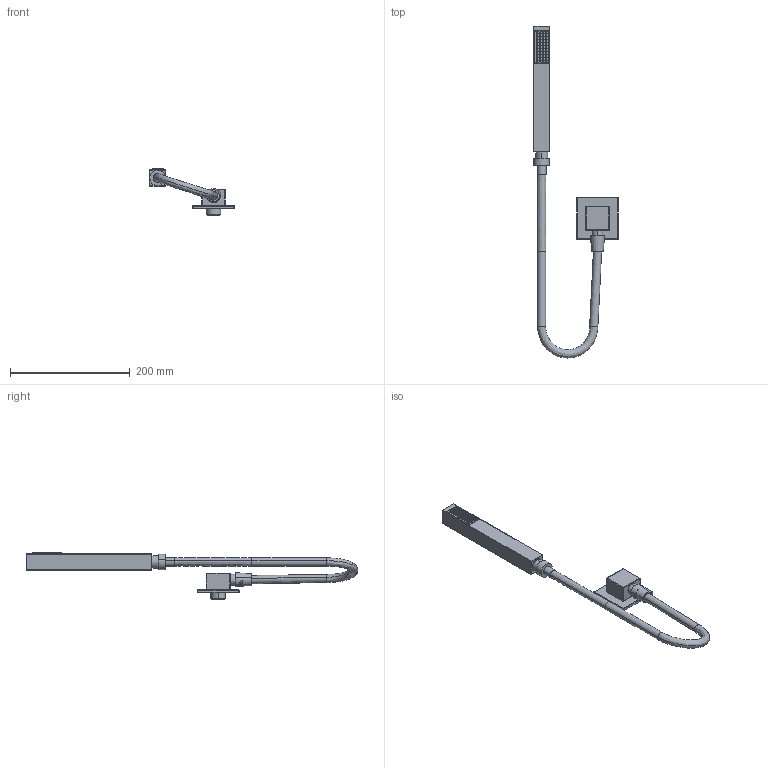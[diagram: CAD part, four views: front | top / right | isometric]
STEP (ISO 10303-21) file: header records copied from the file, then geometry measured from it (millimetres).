
FILE_DESCRIPTION (( 'STEP AP214' ), '1' );
FILE_NAME ('QUA.0020.STEP', '2022-12-06T10:49:05', ( 'Solid' ), ( '' ), 'SwSTEP 2.0', 'SolidWorks 2019', '' );
FILE_SCHEMA (( 'AUTOMOTIVE_DESIGN' ));
Length unit declared in the file: millimetre
Products named in the file (6): CHUVEIRO DE MAO - QUADRADO.STEP; QUA.0020; ESPELHO SUPORTE.SLDPRT 70.STEP; TOMADA DE AGUA LUIHELD QUADRADA.STEP; BICHA 2.STEP; SUPORTE DUCHE RAMPASCORPIO.STEP
Assembly tree (5 placements, depth 3):
  QUA.0020
    SUPORTE DUCHE RAMPASCORPIO.STEP
      ESPELHO SUPORTE.SLDPRT 70.STEP
      BICHA 2.STEP
      CHUVEIRO DE MAO - QUADRADO.STEP
      TOMADA DE AGUA LUIHELD QUADRADA.STEP
Bounding box: 141.86 x 554.81 x 78 mm (x, y, z)
Volume: 294722.7 mm3; surface area: 86358 mm2
Topology: 4 solids, 5 shells, 282 faces, 605 edges, 367 vertices
Faces by surface type: cylinder 145, plane 100, sphere 20, bspline 11, cone 4, torus 2
Entity records: 10083 total; most frequent: CARTESIAN_POINT 3724, DIRECTION 1382, ORIENTED_EDGE 1170, EDGE_CURVE 585, AXIS2_PLACEMENT_3D 565, VERTEX_POINT 367, EDGE_LOOP 340, CIRCLE 285
